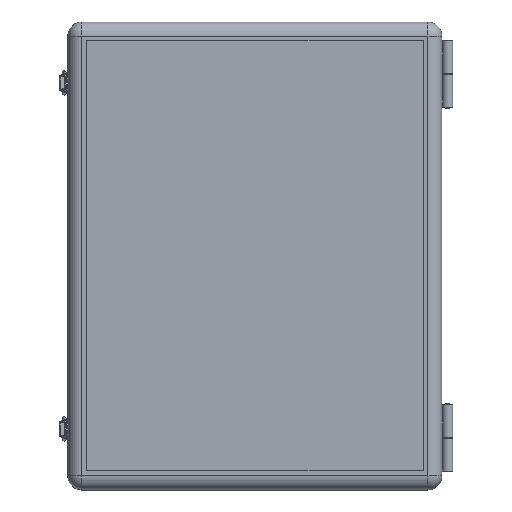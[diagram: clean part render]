
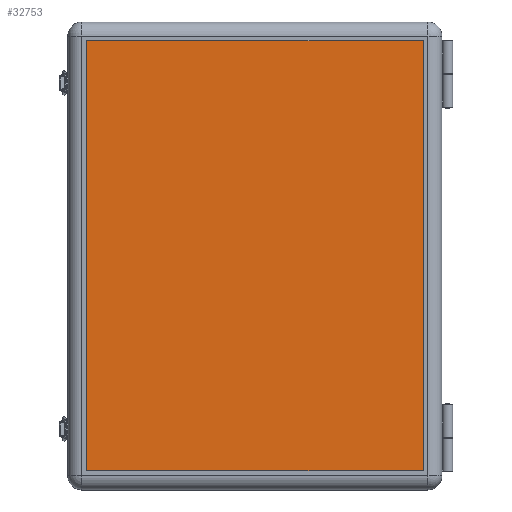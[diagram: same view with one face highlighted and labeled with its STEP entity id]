
A CAD part, top view. The second image highlights one B-rep face of the part: STEP entity #32753.
In plain terms, the highlighted face is planar.
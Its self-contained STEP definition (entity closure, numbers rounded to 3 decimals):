
#16558 = VECTOR ( 'NONE', #49946, 1000. ) ;
#16604 = VECTOR ( 'NONE', #50072, 1000. ) ;
#16624 = VECTOR ( 'NONE', #50122, 1000. ) ;
#22038 = VECTOR ( 'NONE', #49900, 1000. ) ;
#23862 = EDGE_CURVE ( 'NONE', #47249, #47123, #49887, .T. ) ;
#23894 = EDGE_CURVE ( 'NONE', #47235, #47304, #49933, .T. ) ;
#23984 = EDGE_CURVE ( 'NONE', #47304, #47249, #50069, .T. ) ;
#24021 = EDGE_CURVE ( 'NONE', #47123, #47235, #50120, .T. ) ;
#25936 = CARTESIAN_POINT ( 'NONE',  ( 180., 230., 0. ) ) ;
#26135 = CARTESIAN_POINT ( 'NONE',  ( -180., 230., 0. ) ) ;
#26159 = CARTESIAN_POINT ( 'NONE',  ( 180., -230., 0. ) ) ;
#26256 = CARTESIAN_POINT ( 'NONE',  ( -180., -230., 0. ) ) ;
#32753 = ADVANCED_FACE ( 'NONE', ( #58784 ), #58785, .F. ) ;
#43247 = ORIENTED_EDGE ( 'NONE', *, *, #23984, .F. ) ;
#43258 = ORIENTED_EDGE ( 'NONE', *, *, #23862, .F. ) ;
#43264 = ORIENTED_EDGE ( 'NONE', *, *, #24021, .F. ) ;
#43265 = ORIENTED_EDGE ( 'NONE', *, *, #23894, .F. ) ;
#45675 = EDGE_LOOP ( 'NONE', ( #43258, #43247, #43265, #43264 ) ) ;
#47123 = VERTEX_POINT ( 'NONE', #25936 ) ;
#47235 = VERTEX_POINT ( 'NONE', #26135 ) ;
#47249 = VERTEX_POINT ( 'NONE', #26159 ) ;
#47304 = VERTEX_POINT ( 'NONE', #26256 ) ;
#49887 = LINE ( 'NONE', #49899, #22038 ) ;
#49899 = CARTESIAN_POINT ( 'NONE',  ( 180., -235., 0. ) ) ;
#49900 = DIRECTION ( 'NONE',  ( 0., 1., 0. ) ) ;
#49928 = CARTESIAN_POINT ( 'NONE',  ( -180., -235., 0. ) ) ;
#49933 = LINE ( 'NONE', #49928, #16558 ) ;
#49946 = DIRECTION ( 'NONE',  ( 0., -1., 0. ) ) ;
#50069 = LINE ( 'NONE', #50071, #16604 ) ;
#50071 = CARTESIAN_POINT ( 'NONE',  ( -185., -230., 0. ) ) ;
#50072 = DIRECTION ( 'NONE',  ( 1., 0., 0. ) ) ;
#50120 = LINE ( 'NONE', #50121, #16624 ) ;
#50121 = CARTESIAN_POINT ( 'NONE',  ( -185., 230., 0. ) ) ;
#50122 = DIRECTION ( 'NONE',  ( -1., 0., 0. ) ) ;
#58776 = CARTESIAN_POINT ( 'NONE',  ( -185., -235., 0. ) ) ;
#58784 = FACE_OUTER_BOUND ( 'NONE', #45675, .T. ) ;
#58785 = PLANE ( 'NONE',  #59477 ) ;
#58787 = DIRECTION ( 'NONE',  ( 0., 0., 1. ) ) ;
#58788 = DIRECTION ( 'NONE',  ( 1., 0., 0. ) ) ;
#59477 = AXIS2_PLACEMENT_3D ( 'NONE', #58776, #58787, #58788 ) ;
